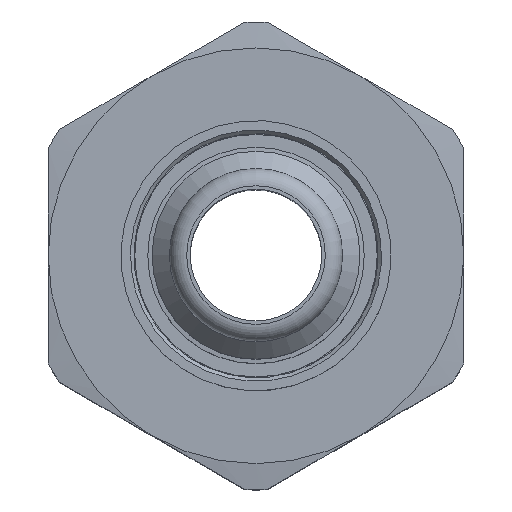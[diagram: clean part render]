
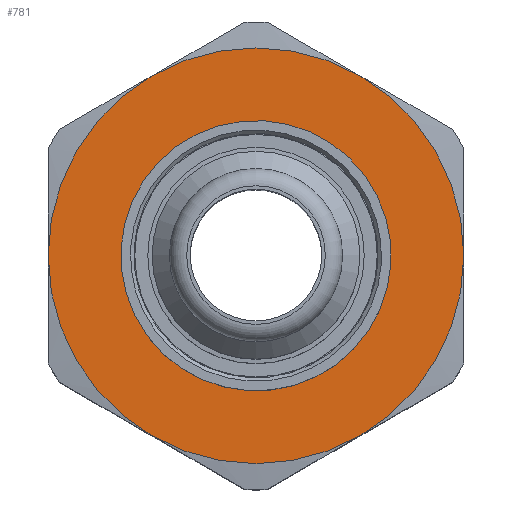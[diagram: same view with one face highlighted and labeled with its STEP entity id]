
A CAD part, top view. The second image highlights one B-rep face of the part: STEP entity #781.
In plain terms, the highlighted planar face has unit normal (0, 0, 1).
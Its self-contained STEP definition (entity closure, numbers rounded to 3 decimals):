
#42=FACE_BOUND('',#133,.T.);
#49=PLANE('',#856);
#82=FACE_OUTER_BOUND('',#132,.T.);
#132=EDGE_LOOP('',(#527,#528,#529,#530,#531,#532));
#133=EDGE_LOOP('',(#533));
#241=CIRCLE('',#855,7.8);
#242=CIRCLE('',#857,12.);
#243=CIRCLE('',#858,12.);
#244=CIRCLE('',#859,12.);
#245=CIRCLE('',#860,12.);
#246=CIRCLE('',#861,12.);
#247=CIRCLE('',#862,12.);
#312=VERTEX_POINT('',#1253);
#313=VERTEX_POINT('',#1257);
#314=VERTEX_POINT('',#1258);
#315=VERTEX_POINT('',#1260);
#316=VERTEX_POINT('',#1262);
#317=VERTEX_POINT('',#1264);
#318=VERTEX_POINT('',#1266);
#396=EDGE_CURVE('',#312,#312,#241,.T.);
#397=EDGE_CURVE('',#313,#314,#242,.T.);
#398=EDGE_CURVE('',#314,#315,#243,.T.);
#399=EDGE_CURVE('',#315,#316,#244,.T.);
#400=EDGE_CURVE('',#316,#317,#245,.T.);
#401=EDGE_CURVE('',#317,#318,#246,.T.);
#402=EDGE_CURVE('',#318,#313,#247,.T.);
#527=ORIENTED_EDGE('',*,*,#397,.T.);
#528=ORIENTED_EDGE('',*,*,#398,.T.);
#529=ORIENTED_EDGE('',*,*,#399,.T.);
#530=ORIENTED_EDGE('',*,*,#400,.T.);
#531=ORIENTED_EDGE('',*,*,#401,.T.);
#532=ORIENTED_EDGE('',*,*,#402,.T.);
#533=ORIENTED_EDGE('',*,*,#396,.T.);
#781=ADVANCED_FACE('',(#82,#42),#49,.T.);
#855=AXIS2_PLACEMENT_3D('',#1255,#991,#992);
#856=AXIS2_PLACEMENT_3D('',#1256,#993,#994);
#857=AXIS2_PLACEMENT_3D('',#1259,#995,#996);
#858=AXIS2_PLACEMENT_3D('',#1261,#997,#998);
#859=AXIS2_PLACEMENT_3D('',#1263,#999,#1000);
#860=AXIS2_PLACEMENT_3D('',#1265,#1001,#1002);
#861=AXIS2_PLACEMENT_3D('',#1267,#1003,#1004);
#862=AXIS2_PLACEMENT_3D('',#1268,#1005,#1006);
#991=DIRECTION('center_axis',(0.,0.,-1.));
#992=DIRECTION('ref_axis',(0.916,-0.401,0.));
#993=DIRECTION('center_axis',(0.,0.,1.));
#994=DIRECTION('ref_axis',(1.,0.,0.));
#995=DIRECTION('center_axis',(0.,0.,1.));
#996=DIRECTION('ref_axis',(0.,1.,0.));
#997=DIRECTION('center_axis',(0.,0.,1.));
#998=DIRECTION('ref_axis',(0.,1.,0.));
#999=DIRECTION('center_axis',(0.,0.,1.));
#1000=DIRECTION('ref_axis',(0.,1.,0.));
#1001=DIRECTION('center_axis',(0.,0.,1.));
#1002=DIRECTION('ref_axis',(0.,1.,0.));
#1003=DIRECTION('center_axis',(0.,0.,1.));
#1004=DIRECTION('ref_axis',(0.,1.,0.));
#1005=DIRECTION('center_axis',(0.,0.,1.));
#1006=DIRECTION('ref_axis',(0.,1.,0.));
#1253=CARTESIAN_POINT('',(-7.146,3.127,0.));
#1255=CARTESIAN_POINT('Origin',(0.,0.,
0.));
#1256=CARTESIAN_POINT('Origin',(0.,0.,
0.));
#1257=CARTESIAN_POINT('',(12.,0.,0.));
#1258=CARTESIAN_POINT('',(6.,10.392,0.));
#1259=CARTESIAN_POINT('Origin',(0.,0.,0.));
#1260=CARTESIAN_POINT('',(-6.,10.392,0.));
#1261=CARTESIAN_POINT('Origin',(0.,0.,0.));
#1262=CARTESIAN_POINT('',(-12.,0.,0.));
#1263=CARTESIAN_POINT('Origin',(0.,0.,0.));
#1264=CARTESIAN_POINT('',(-6.,-10.392,0.));
#1265=CARTESIAN_POINT('Origin',(0.,0.,0.));
#1266=CARTESIAN_POINT('',(6.,-10.392,0.));
#1267=CARTESIAN_POINT('Origin',(0.,0.,0.));
#1268=CARTESIAN_POINT('Origin',(0.,0.,0.));
